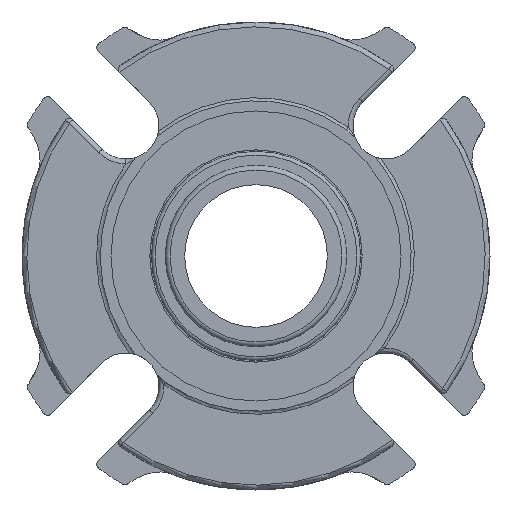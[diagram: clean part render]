
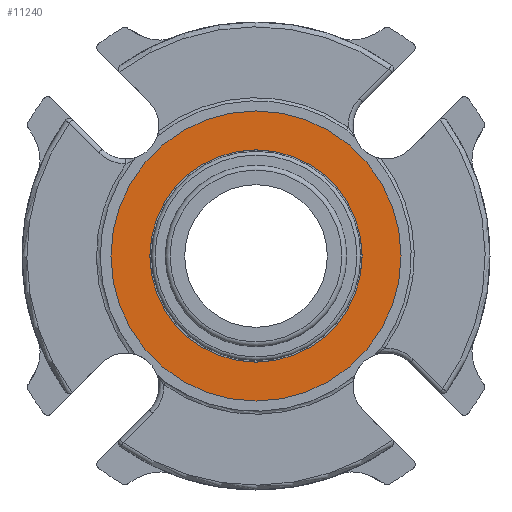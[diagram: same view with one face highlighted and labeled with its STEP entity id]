
A CAD part, front view. The second image highlights one B-rep face of the part: STEP entity #11240.
In plain terms, the highlighted planar face has unit normal (0, -1, 0).
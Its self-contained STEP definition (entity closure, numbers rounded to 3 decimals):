
#1381=PLANE('',#11743);
#1535=ORIENTED_EDGE('',*,*,#3979,.T.);
#1536=ORIENTED_EDGE('',*,*,#3977,.T.);
#3977=EDGE_CURVE('',#5199,#5199,#5979,.T.);
#3979=EDGE_CURVE('',#5201,#5201,#5981,.T.);
#5199=VERTEX_POINT('',#15098);
#5201=VERTEX_POINT('',#15103);
#5979=CIRCLE('',#11741,30.5);
#5981=CIRCLE('',#11744,22.314);
#6471=EDGE_LOOP('',(#1535));
#6472=EDGE_LOOP('',(#1536));
#7035=FACE_BOUND('',#6471,.T.);
#7036=FACE_BOUND('',#6472,.T.);
#11240=ADVANCED_FACE('',(#7035,#7036),#1381,.F.);
#11741=AXIS2_PLACEMENT_3D('',#15097,#12708,#12709);
#11743=AXIS2_PLACEMENT_3D('',#15101,#12712,#12713);
#11744=AXIS2_PLACEMENT_3D('',#15102,#12714,#12715);
#12708=DIRECTION('',(0.,-1.,0.));
#12709=DIRECTION('',(-1.,0.,0.));
#12712=DIRECTION('',(0.,1.,0.));
#12713=DIRECTION('',(1.,0.,0.));
#12714=DIRECTION('',(0.,1.,0.));
#12715=DIRECTION('',(-1.,0.,0.));
#15097=CARTESIAN_POINT('',(0.,7.435,0.));
#15098=CARTESIAN_POINT('',(-30.5,7.435,0.));
#15101=CARTESIAN_POINT('',(-30.5,7.435,0.));
#15102=CARTESIAN_POINT('',(0.,7.435,0.));
#15103=CARTESIAN_POINT('',(-22.314,7.435,0.));
